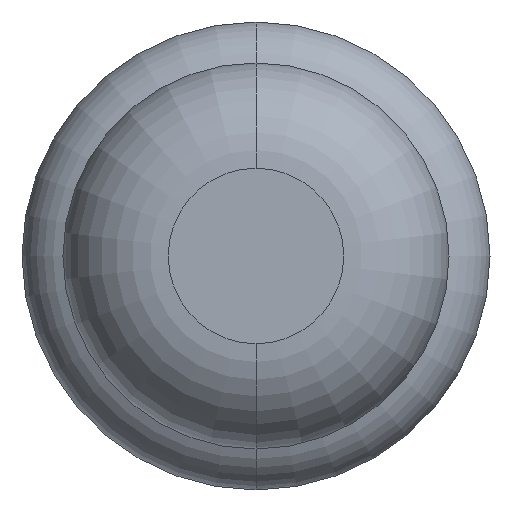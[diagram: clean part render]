
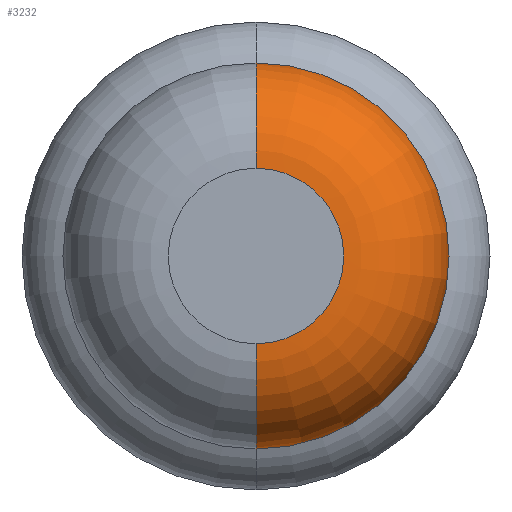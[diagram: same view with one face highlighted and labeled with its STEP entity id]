
A CAD part, front view. The second image highlights one B-rep face of the part: STEP entity #3232.
In plain terms, the highlighted toroidal (fillet/blend) face has major radius 0.375 mm and minor radius 0.45 mm.
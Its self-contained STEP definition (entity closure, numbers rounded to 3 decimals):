
#96 = CIRCLE ( 'NONE', #993, 0.45 ) ;
#226 = CIRCLE ( 'NONE', #3159, 0.375 ) ;
#229 = CARTESIAN_POINT ( 'NONE',  ( 0., -26.95, 0. ) ) ;
#338 = ORIENTED_EDGE ( 'NONE', *, *, #2514, .F. ) ;
#461 = AXIS2_PLACEMENT_3D ( 'NONE', #2686, #983, #3545 ) ;
#496 = DIRECTION ( 'NONE',  ( 0., 1., 0. ) ) ;
#506 = AXIS2_PLACEMENT_3D ( 'NONE', #2331, #496, #2161 ) ;
#729 = DIRECTION ( 'NONE',  ( 0., 0., 1. ) ) ;
#763 = CARTESIAN_POINT ( 'NONE',  ( 0., -27.4, 0. ) ) ;
#865 = TOROIDAL_SURFACE ( 'NONE', #1959, 0.375, 0.45 ) ;
#964 = FACE_OUTER_BOUND ( 'NONE', #2785, .T. ) ;
#983 = DIRECTION ( 'NONE',  ( -1., 0., 0. ) ) ;
#993 = AXIS2_PLACEMENT_3D ( 'NONE', #2769, #2244, #1342 ) ;
#1018 = CARTESIAN_POINT ( 'NONE',  ( 0., -26.95, 0.825 ) ) ;
#1062 = DIRECTION ( 'NONE',  ( 0., 0., 1. ) ) ;
#1065 = ORIENTED_EDGE ( 'NONE', *, *, #2090, .T. ) ;
#1148 = VERTEX_POINT ( 'NONE', #1216 ) ;
#1216 = CARTESIAN_POINT ( 'NONE',  ( 0., -27.4, -0.375 ) ) ;
#1320 = DIRECTION ( 'NONE',  ( 0., 1., 0. ) ) ;
#1342 = DIRECTION ( 'NONE',  ( 0., 0., -1. ) ) ;
#1818 = EDGE_CURVE ( 'NONE', #1148, #3016, #96, .T. ) ;
#1822 = ORIENTED_EDGE ( 'NONE', *, *, #2477, .F. ) ;
#1959 = AXIS2_PLACEMENT_3D ( 'NONE', #229, #1320, #1062 ) ;
#1973 = CIRCLE ( 'NONE', #461, 0.45 ) ;
#2090 = EDGE_CURVE ( 'Defeature ausgef�hrt1_5+Defeature ausgef�hrt1_4+Defeature ausgef�hrt1_4+Defeature ausgef�hrt1_4', #3242, #1148, #226, .T. ) ;
#2101 = CARTESIAN_POINT ( 'NONE',  ( 0., -26.95, -0.825 ) ) ;
#2161 = DIRECTION ( 'NONE',  ( 0., 0., 1. ) ) ;
#2219 = CARTESIAN_POINT ( 'NONE',  ( 0., -27.4, 0.375 ) ) ;
#2244 = DIRECTION ( 'NONE',  ( 1., 0., 0. ) ) ;
#2331 = CARTESIAN_POINT ( 'NONE',  ( 0., -26.95, 0. ) ) ;
#2435 = ORIENTED_EDGE ( 'NONE', *, *, #1818, .T. ) ;
#2443 = DIRECTION ( 'NONE',  ( 0., 1., 0. ) ) ;
#2477 = EDGE_CURVE ( 'Defeature ausgef�hrt1_6+Defeature ausgef�hrt1_5+Defeature ausgef�hrt1_5+Defeature ausgef�hrt1_5', #2555, #3016, #3607, .T. ) ;
#2514 = EDGE_CURVE ( 'NONE', #3242, #2555, #1973, .T. ) ;
#2555 = VERTEX_POINT ( 'NONE', #1018 ) ;
#2686 = CARTESIAN_POINT ( 'NONE',  ( 0., -26.95, 0.375 ) ) ;
#2769 = CARTESIAN_POINT ( 'NONE',  ( 0., -26.95, -0.375 ) ) ;
#2785 = EDGE_LOOP ( 'NONE', ( #1065, #2435, #1822, #338 ) ) ;
#3016 = VERTEX_POINT ( 'NONE', #2101 ) ;
#3159 = AXIS2_PLACEMENT_3D ( 'NONE', #763, #2443, #729 ) ;
#3232 = ADVANCED_FACE ( 'Defeature ausgef�hrt1_5', ( #964 ), #865, .T. ) ;
#3242 = VERTEX_POINT ( 'NONE', #2219 ) ;
#3545 = DIRECTION ( 'NONE',  ( 0., 0., 1. ) ) ;
#3607 = CIRCLE ( 'NONE', #506, 0.825 ) ;
